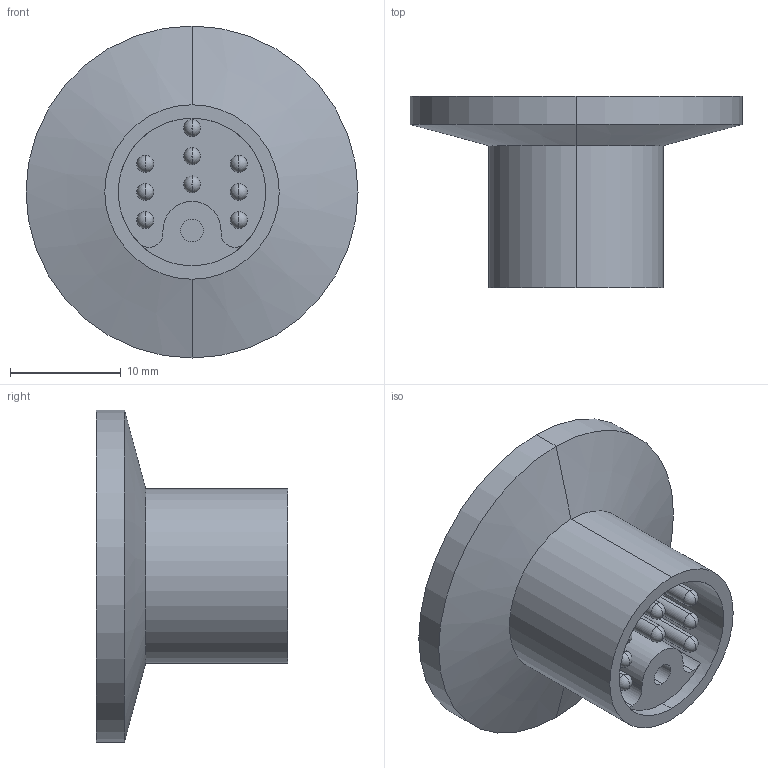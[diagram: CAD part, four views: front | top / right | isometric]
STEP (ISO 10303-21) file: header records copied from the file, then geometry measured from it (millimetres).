
FILE_DESCRIPTION (( 'STEP AP203' ), '1' );
FILE_NAME ('A2143-1-QF.STEP', '2013-04-12T11:51:11', ( '' ), ( '' ), 'SwSTEP 2.0', 'SolidWorks 2012', '' );
FILE_SCHEMA (( 'CONFIG_CONTROL_DESIGN' ));
Length unit declared in the file: inch
Products named in the file (1): A2143-1-QF
Bounding box: 29.97 x 17.27 x 29.97 mm (x, y, z)
Volume: 3050.4 mm3; surface area: 3584.4 mm2
Topology: 1 solids, 1 shells, 129 faces, 272 edges, 168 vertices
Faces by surface type: cylinder 60, torus 36, plane 31, cone 2
Entity records: 3601 total; most frequent: DIRECTION 728, CARTESIAN_POINT 570, ORIENTED_EDGE 544, AXIS2_PLACEMENT_3D 326, EDGE_CURVE 272, CIRCLE 196, VERTEX_POINT 168, EDGE_LOOP 152
